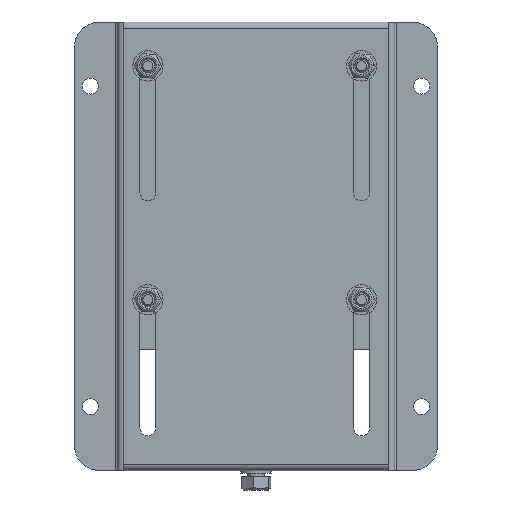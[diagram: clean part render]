
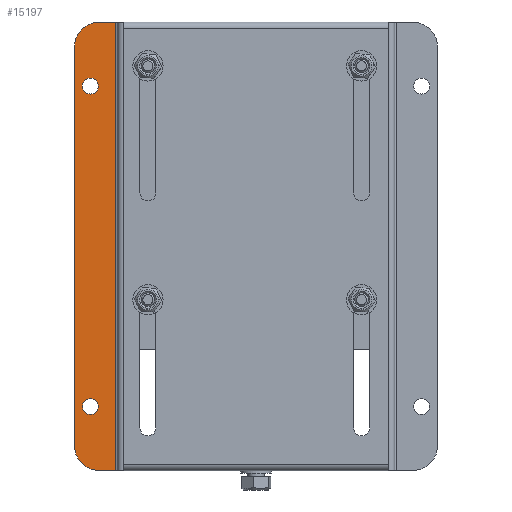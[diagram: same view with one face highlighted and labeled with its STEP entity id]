
A CAD part, front view. The second image highlights one B-rep face of the part: STEP entity #15197.
In plain terms, the highlighted planar face has unit normal (0, -1, 0).
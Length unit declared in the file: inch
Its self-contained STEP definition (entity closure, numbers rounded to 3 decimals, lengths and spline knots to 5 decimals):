
#136 = FACE_BOUND ( 'NONE', #8730, .T. ) ;
#415 = AXIS2_PLACEMENT_3D ( 'NONE', #11820, #8319, #3530 ) ;
#1146 = ORIENTED_EDGE ( 'NONE', *, *, #2574, .T. ) ;
#1239 = CARTESIAN_POINT ( 'NONE',  ( -5.6849, 0.63472, 10.5 ) ) ;
#1410 = VECTOR ( 'NONE', #3949, 39.37008 ) ;
#1441 = DIRECTION ( 'NONE',  ( 0., 1., 0. ) ) ;
#1461 = ORIENTED_EDGE ( 'NONE', *, *, #3805, .F. ) ;
#1511 = VECTOR ( 'NONE', #7922, 39.37008 ) ;
#1564 = VERTEX_POINT ( 'NONE', #5786 ) ;
#1813 = CARTESIAN_POINT ( 'NONE',  ( 1.8441, 0.63472, 0. ) ) ;
#2197 = CARTESIAN_POINT ( 'NONE',  ( -5.3099, 0.63472, 1.5 ) ) ;
#2340 = ORIENTED_EDGE ( 'NONE', *, *, #9933, .T. ) ;
#2356 = DIRECTION ( 'NONE',  ( 0., 1., 0. ) ) ;
#2364 = DIRECTION ( 'NONE',  ( 0., 1., 0. ) ) ;
#2390 = ORIENTED_EDGE ( 'NONE', *, *, #6976, .F. ) ;
#2512 = CARTESIAN_POINT ( 'NONE',  ( -5.09435, 0.63472, 0. ) ) ;
#2574 = EDGE_CURVE ( 'NONE', #11904, #4892, #5511, .T. ) ;
#2611 = VECTOR ( 'NONE', #6343, 39.37008 ) ;
#2640 = VERTEX_POINT ( 'NONE', #2512 ) ;
#2659 = LINE ( 'NONE', #13300, #2611 ) ;
#2931 = DIRECTION ( 'NONE',  ( 0., 1., 0. ) ) ;
#3090 = CIRCLE ( 'NONE', #3349, 0.1876 ) ;
#3349 = AXIS2_PLACEMENT_3D ( 'NONE', #2197, #6725, #11634 ) ;
#3530 = DIRECTION ( 'NONE',  ( 0., 0., 1. ) ) ;
#3594 = LINE ( 'NONE', #1813, #1511 ) ;
#3761 = EDGE_CURVE ( 'NONE', #2640, #10450, #10538, .T. ) ;
#3805 = EDGE_CURVE ( 'NONE', #10450, #8875, #6460, .T. ) ;
#3949 = DIRECTION ( 'NONE',  ( 0., 0., 1. ) ) ;
#3966 = CARTESIAN_POINT ( 'NONE',  ( -5.3099, 0.63472, 1.3124 ) ) ;
#4087 = LINE ( 'NONE', #13886, #12681 ) ;
#4244 = CARTESIAN_POINT ( 'NONE',  ( -5.09435, 0.63472, 10.5 ) ) ;
#4892 = VERTEX_POINT ( 'NONE', #3966 ) ;
#4994 = EDGE_LOOP ( 'NONE', ( #7883, #2340 ) ) ;
#5046 = CARTESIAN_POINT ( 'NONE',  ( -4.7139, 0.63472, 0. ) ) ;
#5109 = VERTEX_POINT ( 'NONE', #8165 ) ;
#5511 = CIRCLE ( 'NONE', #415, 0.1876 ) ;
#5645 = CIRCLE ( 'NONE', #10249, 0.1876 ) ;
#5786 = CARTESIAN_POINT ( 'NONE',  ( -5.3099, 0.63472, 9.1876 ) ) ;
#5976 = FACE_OUTER_BOUND ( 'NONE', #8011, .T. ) ;
#6097 = DIRECTION ( 'NONE',  ( 0., 0., 1. ) ) ;
#6279 = DIRECTION ( 'NONE',  ( 0., 1., 0. ) ) ;
#6327 = CARTESIAN_POINT ( 'NONE',  ( -5.6849, 0.63472, 10.5 ) ) ;
#6343 = DIRECTION ( 'NONE',  ( 0., 0., 1. ) ) ;
#6460 = LINE ( 'NONE', #6327, #1410 ) ;
#6725 = DIRECTION ( 'NONE',  ( 0., 1., 0. ) ) ;
#6916 = CIRCLE ( 'NONE', #13903, 0.1876 ) ;
#6976 = EDGE_CURVE ( 'NONE', #9155, #11814, #4087, .T. ) ;
#7431 = CARTESIAN_POINT ( 'NONE',  ( -5.09435, 0.63472, 0.59055 ) ) ;
#7646 = CIRCLE ( 'NONE', #14828, 0.59055 ) ;
#7721 = ORIENTED_EDGE ( 'NONE', *, *, #10306, .T. ) ;
#7883 = ORIENTED_EDGE ( 'NONE', *, *, #11089, .T. ) ;
#7922 = DIRECTION ( 'NONE',  ( 1., 0., 0. ) ) ;
#7931 = DIRECTION ( 'NONE',  ( 1., 0., 0. ) ) ;
#8011 = EDGE_LOOP ( 'NONE', ( #9187, #1461, #14829, #7721, #10022, #2390 ) ) ;
#8165 = CARTESIAN_POINT ( 'NONE',  ( -5.3099, 0.63472, 8.8124 ) ) ;
#8217 = DIRECTION ( 'NONE',  ( 0., 0., 1. ) ) ;
#8319 = DIRECTION ( 'NONE',  ( 0., 1., 0. ) ) ;
#8452 = VERTEX_POINT ( 'NONE', #5046 ) ;
#8730 = EDGE_LOOP ( 'NONE', ( #1146, #11855 ) ) ;
#8875 = VERTEX_POINT ( 'NONE', #10798 ) ;
#8993 = CARTESIAN_POINT ( 'NONE',  ( -5.3099, 0.63472, 9. ) ) ;
#9155 = VERTEX_POINT ( 'NONE', #4244 ) ;
#9187 = ORIENTED_EDGE ( 'NONE', *, *, #10569, .F. ) ;
#9933 = EDGE_CURVE ( 'NONE', #5109, #1564, #5645, .T. ) ;
#10022 = ORIENTED_EDGE ( 'NONE', *, *, #11036, .T. ) ;
#10249 = AXIS2_PLACEMENT_3D ( 'NONE', #10582, #2364, #8217 ) ;
#10306 = EDGE_CURVE ( 'NONE', #2640, #8452, #3594, .T. ) ;
#10450 = VERTEX_POINT ( 'NONE', #12854 ) ;
#10538 = CIRCLE ( 'NONE', #13350, 0.59055 ) ;
#10569 = EDGE_CURVE ( 'NONE', #8875, #9155, #7646, .T. ) ;
#10582 = CARTESIAN_POINT ( 'NONE',  ( -5.3099, 0.63472, 9. ) ) ;
#10798 = CARTESIAN_POINT ( 'NONE',  ( -5.6849, 0.63472, 9.90945 ) ) ;
#11036 = EDGE_CURVE ( 'NONE', #8452, #11814, #2659, .T. ) ;
#11089 = EDGE_CURVE ( 'NONE', #1564, #5109, #6916, .T. ) ;
#11094 = CARTESIAN_POINT ( 'NONE',  ( -5.09435, 0.63472, 9.90945 ) ) ;
#11634 = DIRECTION ( 'NONE',  ( 0., 0., 1. ) ) ;
#11758 = FACE_BOUND ( 'NONE', #4994, .T. ) ;
#11814 = VERTEX_POINT ( 'NONE', #15053 ) ;
#11820 = CARTESIAN_POINT ( 'NONE',  ( -5.3099, 0.63472, 1.5 ) ) ;
#11855 = ORIENTED_EDGE ( 'NONE', *, *, #12096, .T. ) ;
#11904 = VERTEX_POINT ( 'NONE', #14050 ) ;
#12070 = DIRECTION ( 'NONE',  ( 0., 0., 1. ) ) ;
#12096 = EDGE_CURVE ( 'NONE', #4892, #11904, #3090, .T. ) ;
#12501 = DIRECTION ( 'NONE',  ( 0., 0., 1. ) ) ;
#12681 = VECTOR ( 'NONE', #7931, 39.37008 ) ;
#12854 = CARTESIAN_POINT ( 'NONE',  ( -5.6849, 0.63472, 0.59055 ) ) ;
#13300 = CARTESIAN_POINT ( 'NONE',  ( -4.7139, 0.63472, 10.5 ) ) ;
#13350 = AXIS2_PLACEMENT_3D ( 'NONE', #7431, #6279, #13391 ) ;
#13391 = DIRECTION ( 'NONE',  ( 0., 0., -1. ) ) ;
#13886 = CARTESIAN_POINT ( 'NONE',  ( -4.56679, 0.63472, 10.5 ) ) ;
#13903 = AXIS2_PLACEMENT_3D ( 'NONE', #8993, #2931, #12501 ) ;
#14050 = CARTESIAN_POINT ( 'NONE',  ( -5.3099, 0.63472, 1.6876 ) ) ;
#14828 = AXIS2_PLACEMENT_3D ( 'NONE', #11094, #1441, #6097 ) ;
#14829 = ORIENTED_EDGE ( 'NONE', *, *, #3761, .F. ) ;
#15053 = CARTESIAN_POINT ( 'NONE',  ( -4.7139, 0.63472, 10.5 ) ) ;
#15197 = ADVANCED_FACE ( 'NONE', ( #5976, #136, #11758 ), #15539, .F. ) ;
#15225 = AXIS2_PLACEMENT_3D ( 'NONE', #1239, #2356, #12070 ) ;
#15539 = PLANE ( 'NONE',  #15225 ) ;
